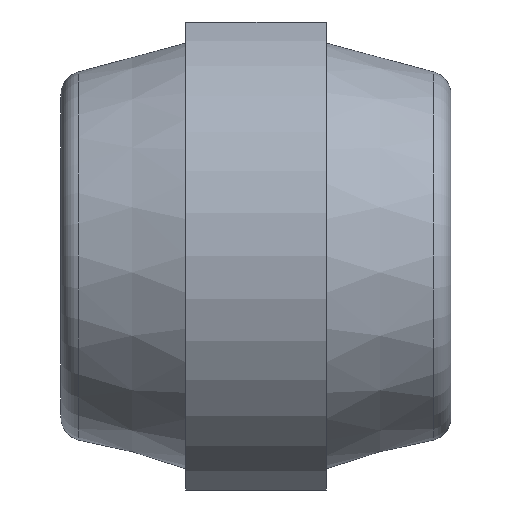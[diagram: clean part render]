
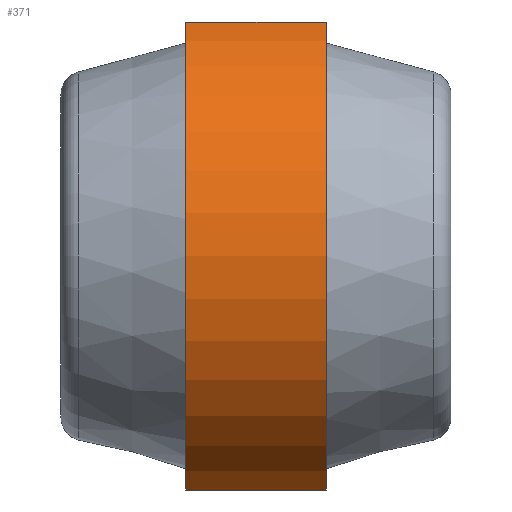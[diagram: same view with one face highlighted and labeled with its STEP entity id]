
A CAD part, left-side view. The second image highlights one B-rep face of the part: STEP entity #371.
In plain terms, the highlighted cylindrical face has radius 16 mm (diameter 32 mm), a partial arc.
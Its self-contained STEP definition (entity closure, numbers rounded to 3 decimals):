
#3 = DIRECTION ( 'NONE',  ( 0., 1., 0. ) ) ;
#31 = CYLINDRICAL_SURFACE ( 'NONE', #471, 16. ) ;
#35 = EDGE_CURVE ( 'NONE', #442, #469, #344, .T. ) ;
#82 = CARTESIAN_POINT ( 'NONE',  ( -5.568, 4.5, -15. ) ) ;
#106 = CARTESIAN_POINT ( 'NONE',  ( 0., -4.5, 0. ) ) ;
#113 = DIRECTION ( 'NONE',  ( 0., 1., 0. ) ) ;
#136 = DIRECTION ( 'NONE',  ( 0., 1., 0. ) ) ;
#139 = VERTEX_POINT ( 'NONE', #417 ) ;
#147 = DIRECTION ( 'NONE',  ( 0., 0., 1. ) ) ;
#158 = LINE ( 'NONE', #367, #255 ) ;
#162 = AXIS2_PLACEMENT_3D ( 'NONE', #351, #136, #392 ) ;
#166 = EDGE_LOOP ( 'NONE', ( #430, #298, #238, #450 ) ) ;
#170 = VECTOR ( 'NONE', #3, 1000. ) ;
#187 = AXIS2_PLACEMENT_3D ( 'NONE', #106, #359, #147 ) ;
#216 = DIRECTION ( 'NONE',  ( 0., 0., 1. ) ) ;
#238 = ORIENTED_EDGE ( 'NONE', *, *, #35, .T. ) ;
#240 = CARTESIAN_POINT ( 'NONE',  ( -5.568, -4.5, -15. ) ) ;
#242 = LINE ( 'NONE', #264, #170 ) ;
#243 = EDGE_CURVE ( 'NONE', #469, #139, #158, .T. ) ;
#255 = VECTOR ( 'NONE', #113, 1000. ) ;
#264 = CARTESIAN_POINT ( 'NONE',  ( -5.568, -12.5, -15. ) ) ;
#290 = EDGE_CURVE ( 'NONE', #442, #398, #242, .T. ) ;
#293 = CIRCLE ( 'NONE', #162, 16. ) ;
#298 = ORIENTED_EDGE ( 'NONE', *, *, #290, .F. ) ;
#318 = EDGE_CURVE ( 'NONE', #398, #139, #293, .T. ) ;
#339 = FACE_OUTER_BOUND ( 'NONE', #166, .T. ) ;
#344 = CIRCLE ( 'NONE', #187, 16. ) ;
#351 = CARTESIAN_POINT ( 'NONE',  ( 0., 4.5, 0. ) ) ;
#357 = CARTESIAN_POINT ( 'NONE',  ( 0., 44.514, 0. ) ) ;
#359 = DIRECTION ( 'NONE',  ( 0., 1., 0. ) ) ;
#367 = CARTESIAN_POINT ( 'NONE',  ( -5.568, -12.5, 15. ) ) ;
#371 = ADVANCED_FACE ( 'NONE', ( #339 ), #31, .T. ) ;
#392 = DIRECTION ( 'NONE',  ( 0., 0., 1. ) ) ;
#398 = VERTEX_POINT ( 'NONE', #82 ) ;
#417 = CARTESIAN_POINT ( 'NONE',  ( -5.568, 4.5, 15. ) ) ;
#427 = CARTESIAN_POINT ( 'NONE',  ( -5.568, -4.5, 15. ) ) ;
#430 = ORIENTED_EDGE ( 'NONE', *, *, #318, .F. ) ;
#440 = DIRECTION ( 'NONE',  ( 0., 1., 0. ) ) ;
#442 = VERTEX_POINT ( 'NONE', #240 ) ;
#450 = ORIENTED_EDGE ( 'NONE', *, *, #243, .T. ) ;
#469 = VERTEX_POINT ( 'NONE', #427 ) ;
#471 = AXIS2_PLACEMENT_3D ( 'NONE', #357, #440, #216 ) ;
